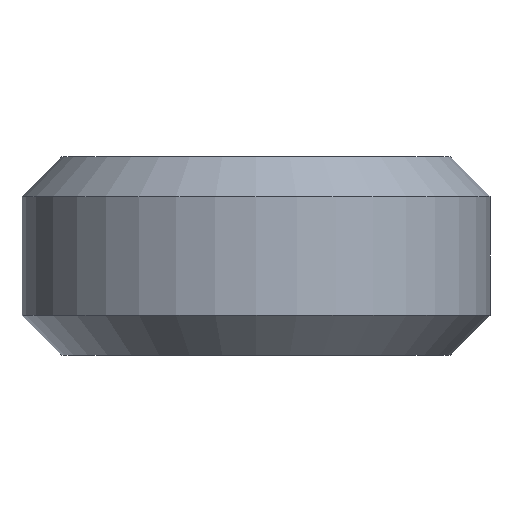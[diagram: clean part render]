
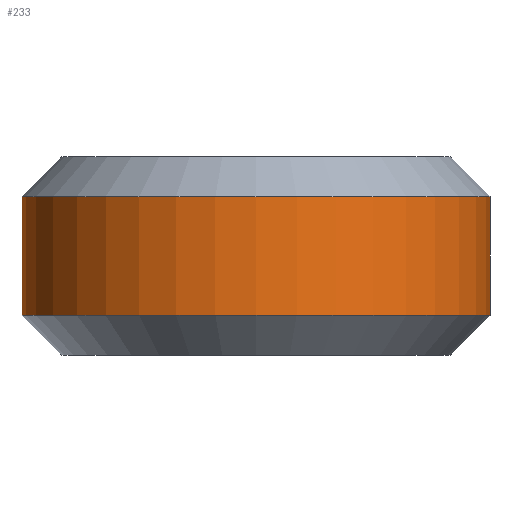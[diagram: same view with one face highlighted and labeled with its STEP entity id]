
A CAD part, front view. The second image highlights one B-rep face of the part: STEP entity #233.
In plain terms, the highlighted cylindrical face has radius 12.05 mm (diameter 24.1 mm), a partial arc.
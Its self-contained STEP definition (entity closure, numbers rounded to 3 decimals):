
#38 = DIRECTION ( 'NONE',  ( 0., 0., 1. ) ) ;
#40 = CARTESIAN_POINT ( 'NONE',  ( 3.45, -35.5, -10.4 ) ) ;
#68 = CARTESIAN_POINT ( 'NONE',  ( 27.55, -35.5, -10.4 ) ) ;
#130 = CARTESIAN_POINT ( 'NONE',  ( 3.45, -35.5, -16. ) ) ;
#138 = DIRECTION ( 'NONE',  ( 0., 0., -1. ) ) ;
#145 = CIRCLE ( 'NONE', #342, 12.05 ) ;
#151 = CARTESIAN_POINT ( 'NONE',  ( 15.5, -35.5, -16. ) ) ;
#184 = VERTEX_POINT ( 'NONE', #68 ) ;
#221 = CARTESIAN_POINT ( 'NONE',  ( 15.5, -35.5, -16.5 ) ) ;
#233 = ADVANCED_FACE ( 'NONE', ( #669 ), #652, .T. ) ;
#239 = ORIENTED_EDGE ( 'NONE', *, *, #463, .F. ) ;
#247 = VERTEX_POINT ( 'NONE', #277 ) ;
#273 = DIRECTION ( 'NONE',  ( 1., 0., 0. ) ) ;
#277 = CARTESIAN_POINT ( 'NONE',  ( 3.45, -35.5, -16.5 ) ) ;
#292 = VECTOR ( 'NONE', #38, 1000. ) ;
#314 = LINE ( 'NONE', #664, #292 ) ;
#316 = DIRECTION ( 'NONE',  ( 0., 0., 1. ) ) ;
#337 = AXIS2_PLACEMENT_3D ( 'NONE', #493, #138, #558 ) ;
#342 = AXIS2_PLACEMENT_3D ( 'NONE', #221, #626, #273 ) ;
#343 = CARTESIAN_POINT ( 'NONE',  ( 27.55, -35.5, -16.5 ) ) ;
#355 = VERTEX_POINT ( 'NONE', #40 ) ;
#396 = DIRECTION ( 'NONE',  ( 1., 0., 0. ) ) ;
#400 = AXIS2_PLACEMENT_3D ( 'NONE', #151, #316, #396 ) ;
#455 = VERTEX_POINT ( 'NONE', #343 ) ;
#459 = ORIENTED_EDGE ( 'NONE', *, *, #464, .T. ) ;
#463 = EDGE_CURVE ( 'NONE', #247, #355, #617, .T. ) ;
#464 = EDGE_CURVE ( 'NONE', #455, #184, #314, .T. ) ;
#477 = EDGE_CURVE ( 'NONE', #247, #455, #145, .T. ) ;
#485 = EDGE_CURVE ( 'NONE', #184, #355, #584, .T. ) ;
#486 = DIRECTION ( 'NONE',  ( 0., 0., 1. ) ) ;
#493 = CARTESIAN_POINT ( 'NONE',  ( 15.5, -35.5, -10.4 ) ) ;
#501 = ORIENTED_EDGE ( 'NONE', *, *, #485, .T. ) ;
#528 = ORIENTED_EDGE ( 'NONE', *, *, #477, .T. ) ;
#558 = DIRECTION ( 'NONE',  ( 1., 0., 0. ) ) ;
#584 = CIRCLE ( 'NONE', #337, 12.05 ) ;
#608 = VECTOR ( 'NONE', #486, 1000. ) ;
#617 = LINE ( 'NONE', #130, #608 ) ;
#626 = DIRECTION ( 'NONE',  ( 0., 0., 1. ) ) ;
#652 = CYLINDRICAL_SURFACE ( 'NONE', #400, 12.05 ) ;
#654 = EDGE_LOOP ( 'NONE', ( #239, #528, #459, #501 ) ) ;
#664 = CARTESIAN_POINT ( 'NONE',  ( 27.55, -35.5, -16. ) ) ;
#669 = FACE_OUTER_BOUND ( 'NONE', #654, .T. ) ;
